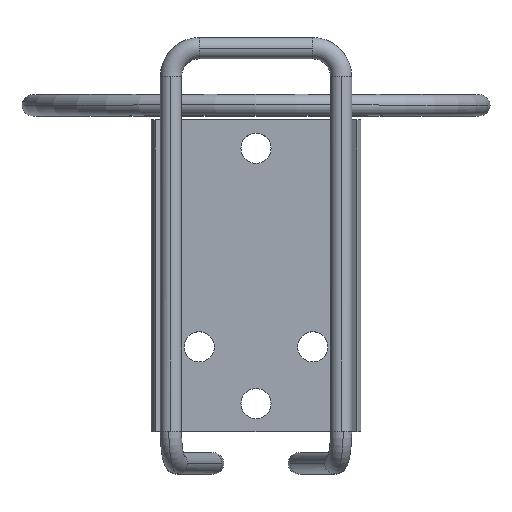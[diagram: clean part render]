
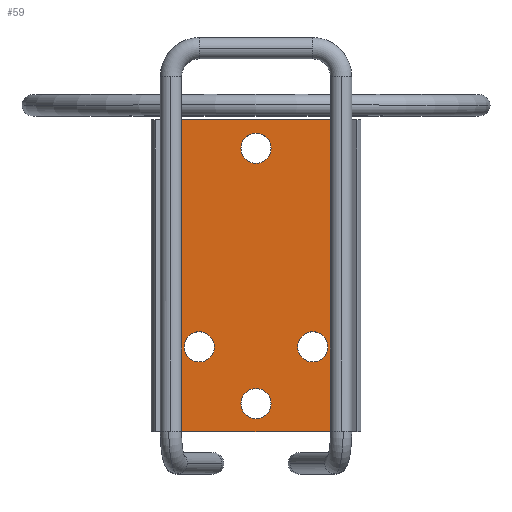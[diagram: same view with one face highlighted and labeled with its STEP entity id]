
A CAD part, top view. The second image highlights one B-rep face of the part: STEP entity #59.
In plain terms, the highlighted planar face has unit normal (0, 0, 1).
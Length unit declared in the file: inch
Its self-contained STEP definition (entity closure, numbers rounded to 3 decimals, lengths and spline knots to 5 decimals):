
#17 = CARTESIAN_POINT ( 'NONE',  ( -0.133, -1.125, 0. ) ) ;
#48 = EDGE_CURVE ( 'NONE', #1249, #132, #1470, .T. ) ;
#59 = ADVANCED_FACE ( 'NONE', ( #459, #796, #1961, #1260, #1809 ), #446, .T. ) ;
#96 = CARTESIAN_POINT ( 'NONE',  ( -0.133, 1.125, 0. ) ) ;
#109 = VERTEX_POINT ( 'NONE', #1345 ) ;
#118 = DIRECTION ( 'NONE',  ( 0., 0., 1. ) ) ;
#132 = VERTEX_POINT ( 'NONE', #643 ) ;
#133 = ORIENTED_EDGE ( 'NONE', *, *, #895, .F. ) ;
#144 = AXIS2_PLACEMENT_3D ( 'NONE', #1120, #1937, #1779 ) ;
#191 = VECTOR ( 'NONE', #1578, 39.37008 ) ;
#193 = DIRECTION ( 'NONE',  ( 1., 0., 0. ) ) ;
#213 = AXIS2_PLACEMENT_3D ( 'NONE', #361, #2073, #193 ) ;
#217 = CARTESIAN_POINT ( 'NONE',  ( 0., 1.125, 0. ) ) ;
#220 = EDGE_CURVE ( 'NONE', #109, #1444, #1820, .T. ) ;
#246 = DIRECTION ( 'NONE',  ( 1., 0., 0. ) ) ;
#247 = CARTESIAN_POINT ( 'NONE',  ( 0.75, -1.375, 0. ) ) ;
#250 = DIRECTION ( 'NONE',  ( 1., 0., 0. ) ) ;
#310 = VECTOR ( 'NONE', #1653, 39.37008 ) ;
#327 = DIRECTION ( 'NONE',  ( 0., 0., 1. ) ) ;
#333 = VERTEX_POINT ( 'NONE', #523 ) ;
#345 = CIRCLE ( 'NONE', #1690, 0.133 ) ;
#361 = CARTESIAN_POINT ( 'NONE',  ( 0., -1.125, 0. ) ) ;
#370 = ORIENTED_EDGE ( 'NONE', *, *, #1366, .F. ) ;
#380 = EDGE_CURVE ( 'NONE', #1444, #1919, #1208, .T. ) ;
#399 = ORIENTED_EDGE ( 'NONE', *, *, #380, .T. ) ;
#416 = VECTOR ( 'NONE', #1726, 39.37008 ) ;
#421 = EDGE_CURVE ( 'NONE', #132, #1249, #893, .T. ) ;
#440 = VERTEX_POINT ( 'NONE', #650 ) ;
#446 = PLANE ( 'NONE',  #144 ) ;
#459 = FACE_BOUND ( 'NONE', #1321, .T. ) ;
#468 = CARTESIAN_POINT ( 'NONE',  ( 0.5, -0.625, 0. ) ) ;
#515 = DIRECTION ( 'NONE',  ( 1., 0., 0. ) ) ;
#523 = CARTESIAN_POINT ( 'NONE',  ( -0.367, -0.625, 0. ) ) ;
#574 = AXIS2_PLACEMENT_3D ( 'NONE', #1959, #2120, #250 ) ;
#593 = CARTESIAN_POINT ( 'NONE',  ( 0.75, -1.375, 0. ) ) ;
#611 = DIRECTION ( 'NONE',  ( 1., 0., 0. ) ) ;
#624 = AXIS2_PLACEMENT_3D ( 'NONE', #1815, #779, #246 ) ;
#643 = CARTESIAN_POINT ( 'NONE',  ( 0.367, -0.625, 0. ) ) ;
#650 = CARTESIAN_POINT ( 'NONE',  ( 0.133, 1.125, 0. ) ) ;
#704 = AXIS2_PLACEMENT_3D ( 'NONE', #1066, #1543, #1213 ) ;
#710 = EDGE_CURVE ( 'NONE', #440, #1988, #345, .T. ) ;
#724 = CIRCLE ( 'NONE', #624, 0.133 ) ;
#726 = LINE ( 'NONE', #593, #191 ) ;
#779 = DIRECTION ( 'NONE',  ( 0., 0., 1. ) ) ;
#796 = FACE_BOUND ( 'NONE', #1037, .T. ) ;
#828 = VERTEX_POINT ( 'NONE', #1390 ) ;
#857 = ORIENTED_EDGE ( 'NONE', *, *, #1922, .F. ) ;
#868 = LINE ( 'NONE', #1220, #416 ) ;
#874 = CARTESIAN_POINT ( 'NONE',  ( 0.75, -1.375, 0. ) ) ;
#893 = CIRCLE ( 'NONE', #1466, 0.133 ) ;
#895 = EDGE_CURVE ( 'NONE', #1256, #1235, #1014, .T. ) ;
#912 = CARTESIAN_POINT ( 'NONE',  ( -0.633, -0.625, 0. ) ) ;
#930 = EDGE_LOOP ( 'NONE', ( #133, #1597 ) ) ;
#973 = CARTESIAN_POINT ( 'NONE',  ( -0.75, -1.375, 0. ) ) ;
#1014 = CIRCLE ( 'NONE', #213, 0.133 ) ;
#1018 = ORIENTED_EDGE ( 'NONE', *, *, #710, .F. ) ;
#1031 = EDGE_CURVE ( 'NONE', #2076, #333, #724, .T. ) ;
#1037 = EDGE_LOOP ( 'NONE', ( #370, #1822 ) ) ;
#1066 = CARTESIAN_POINT ( 'NONE',  ( -0.5, -0.625, 0. ) ) ;
#1115 = VECTOR ( 'NONE', #2128, 39.37008 ) ;
#1120 = CARTESIAN_POINT ( 'NONE',  ( 0., 0., 0. ) ) ;
#1186 = CARTESIAN_POINT ( 'NONE',  ( 0.633, -0.625, 0. ) ) ;
#1208 = LINE ( 'NONE', #247, #1115 ) ;
#1213 = DIRECTION ( 'NONE',  ( 1., 0., 0. ) ) ;
#1220 = CARTESIAN_POINT ( 'NONE',  ( 0.75, 1.375, 0. ) ) ;
#1235 = VERTEX_POINT ( 'NONE', #17 ) ;
#1249 = VERTEX_POINT ( 'NONE', #1186 ) ;
#1251 = CARTESIAN_POINT ( 'NONE',  ( -0.75, -1.375, 0. ) ) ;
#1256 = VERTEX_POINT ( 'NONE', #1864 ) ;
#1260 = FACE_BOUND ( 'NONE', #1547, .T. ) ;
#1321 = EDGE_LOOP ( 'NONE', ( #1551, #1533 ) ) ;
#1341 = EDGE_CURVE ( 'NONE', #828, #109, #868, .T. ) ;
#1345 = CARTESIAN_POINT ( 'NONE',  ( -0.75, 1.375, 0. ) ) ;
#1366 = EDGE_CURVE ( 'NONE', #333, #2076, #1663, .T. ) ;
#1390 = CARTESIAN_POINT ( 'NONE',  ( 0.75, 1.375, 0. ) ) ;
#1397 = AXIS2_PLACEMENT_3D ( 'NONE', #217, #1399, #515 ) ;
#1399 = DIRECTION ( 'NONE',  ( 0., 0., 1. ) ) ;
#1403 = ORIENTED_EDGE ( 'NONE', *, *, #1553, .T. ) ;
#1444 = VERTEX_POINT ( 'NONE', #1251 ) ;
#1466 = AXIS2_PLACEMENT_3D ( 'NONE', #468, #118, #611 ) ;
#1470 = CIRCLE ( 'NONE', #1904, 0.133 ) ;
#1480 = CIRCLE ( 'NONE', #1397, 0.133 ) ;
#1533 = ORIENTED_EDGE ( 'NONE', *, *, #421, .F. ) ;
#1543 = DIRECTION ( 'NONE',  ( 0., 0., 1. ) ) ;
#1547 = EDGE_LOOP ( 'NONE', ( #1018, #857 ) ) ;
#1551 = ORIENTED_EDGE ( 'NONE', *, *, #48, .F. ) ;
#1553 = EDGE_CURVE ( 'NONE', #1919, #828, #726, .T. ) ;
#1555 = ORIENTED_EDGE ( 'NONE', *, *, #220, .T. ) ;
#1578 = DIRECTION ( 'NONE',  ( 0., 1., 0. ) ) ;
#1597 = ORIENTED_EDGE ( 'NONE', *, *, #2062, .F. ) ;
#1628 = EDGE_LOOP ( 'NONE', ( #1555, #399, #1403, #2080 ) ) ;
#1638 = CARTESIAN_POINT ( 'NONE',  ( 0.5, -0.625, 0. ) ) ;
#1653 = DIRECTION ( 'NONE',  ( 0., -1., 0. ) ) ;
#1663 = CIRCLE ( 'NONE', #704, 0.133 ) ;
#1690 = AXIS2_PLACEMENT_3D ( 'NONE', #1819, #327, #2144 ) ;
#1718 = CIRCLE ( 'NONE', #574, 0.133 ) ;
#1726 = DIRECTION ( 'NONE',  ( -1., 0., 0. ) ) ;
#1779 = DIRECTION ( 'NONE',  ( 1., 0., 0. ) ) ;
#1809 = FACE_OUTER_BOUND ( 'NONE', #1628, .T. ) ;
#1815 = CARTESIAN_POINT ( 'NONE',  ( -0.5, -0.625, 0. ) ) ;
#1819 = CARTESIAN_POINT ( 'NONE',  ( 0., 1.125, 0. ) ) ;
#1820 = LINE ( 'NONE', #973, #310 ) ;
#1822 = ORIENTED_EDGE ( 'NONE', *, *, #1031, .F. ) ;
#1864 = CARTESIAN_POINT ( 'NONE',  ( 0.133, -1.125, 0. ) ) ;
#1904 = AXIS2_PLACEMENT_3D ( 'NONE', #1638, #2096, #2122 ) ;
#1919 = VERTEX_POINT ( 'NONE', #874 ) ;
#1922 = EDGE_CURVE ( 'NONE', #1988, #440, #1480, .T. ) ;
#1937 = DIRECTION ( 'NONE',  ( 0., 0., 1. ) ) ;
#1959 = CARTESIAN_POINT ( 'NONE',  ( 0., -1.125, 0. ) ) ;
#1961 = FACE_BOUND ( 'NONE', #930, .T. ) ;
#1988 = VERTEX_POINT ( 'NONE', #96 ) ;
#2062 = EDGE_CURVE ( 'NONE', #1235, #1256, #1718, .T. ) ;
#2073 = DIRECTION ( 'NONE',  ( 0., 0., 1. ) ) ;
#2076 = VERTEX_POINT ( 'NONE', #912 ) ;
#2080 = ORIENTED_EDGE ( 'NONE', *, *, #1341, .T. ) ;
#2096 = DIRECTION ( 'NONE',  ( 0., 0., 1. ) ) ;
#2120 = DIRECTION ( 'NONE',  ( 0., 0., 1. ) ) ;
#2122 = DIRECTION ( 'NONE',  ( 1., 0., 0. ) ) ;
#2128 = DIRECTION ( 'NONE',  ( 1., 0., 0. ) ) ;
#2144 = DIRECTION ( 'NONE',  ( 1., 0., 0. ) ) ;
